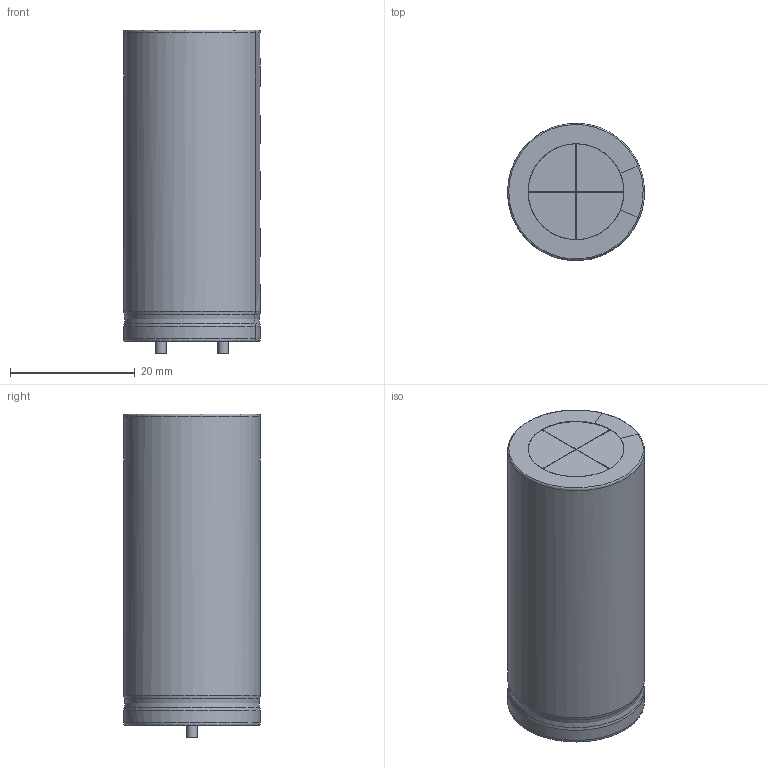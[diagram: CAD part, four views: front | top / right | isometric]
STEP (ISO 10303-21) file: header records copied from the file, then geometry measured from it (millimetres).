
FILE_DESCRIPTION(('FreeCAD Model'),'2;1');
FILE_NAME('Open CASCADE Shape Model','2022-08-05T16:29:15',('Author'),( ''),'Open CASCADE STEP processor 7.5','FreeCAD','Unknown');
FILE_SCHEMA(('AUTOMOTIVE_DESIGN { 1 0 10303 214 1 1 1 1 }'));
Length unit declared in the file: millimetre
Products named in the file (6): bottom; Pins; Top; gold stripe001; black stripes001; black shell001
Bounding box: 22 x 21.98 x 52 mm (x, y, z)
Surface area: 4270.3 mm2 (no closed solid volume)
Topology: 0 solids, 47 shells, 47 faces, 270 edges, 268 vertices
Faces by surface type: bspline 28, plane 16, cylinder 3
Full cylindrical faces by diameter (mm): 1.7 x2
Entity records: 4341 total; most frequent: CARTESIAN_POINT 2330, ORIENTED_EDGE 272, EDGE_CURVE 270, VERTEX_POINT 268, DIRECTION 140, B_SPLINE_CURVE_WITH_KNOTS 126, FACE_BOUND 53, EDGE_LOOP 53
